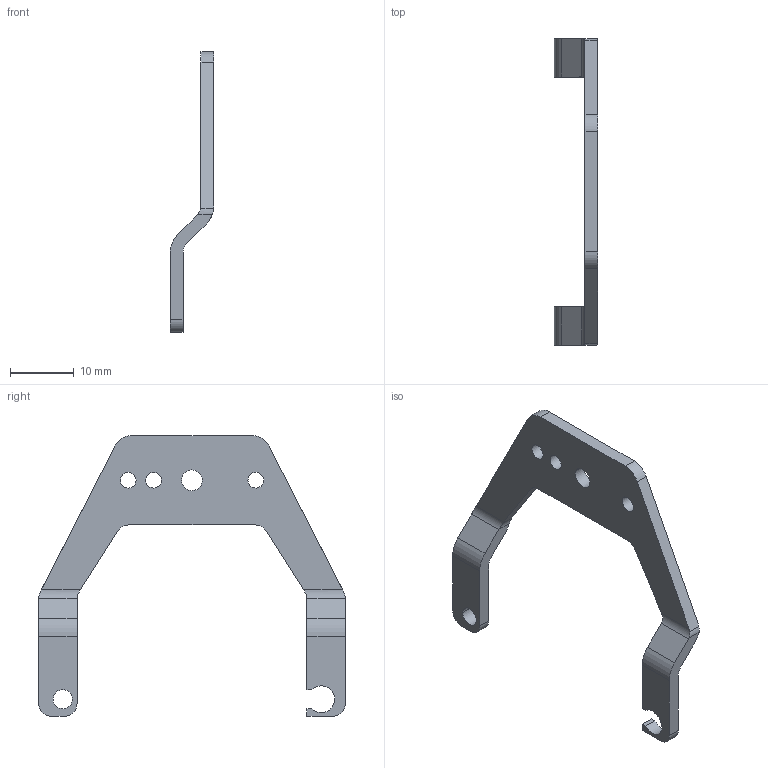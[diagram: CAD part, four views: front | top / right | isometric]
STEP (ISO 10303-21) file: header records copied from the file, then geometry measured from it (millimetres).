
FILE_DESCRIPTION(('CATIA V5 STEP Exchange','CAx-IF Rec.Pracs.--- Model Styling and Organization---1.4--- 2014-01-23'),'2;1');
FILE_NAME ('003459-2_1_1017040000_1017040000.stp','2020-02-10T16:19:39+00:00',('none'),('Weidmueller'),'CATIA Version 5-6 Release 2016 SP3 HF44','CATIA V5 STEP AP214','none');
FILE_SCHEMA(('AUTOMOTIVE_DESIGN { 1 0 10303 214 1 1 1 1 }'));
Length unit declared in the file: millimetre
Products named in the file (1): 1017040000
Bounding box: 6.8 x 48 x 44 mm (x, y, z)
Volume: 1526.8 mm3; surface area: 2065 mm2
Topology: 1 solids, 1 shells, 59 faces, 171 edges, 114 vertices
Faces by surface type: cylinder 30, plane 29
Entity records: 1918 total; most frequent: CARTESIAN_POINT 400, ORIENTED_EDGE 342, DIRECTION 247, EDGE_CURVE 171, VERTEX_POINT 114, VECTOR 103, LINE 103, AXIS2_PLACEMENT_3D 99
